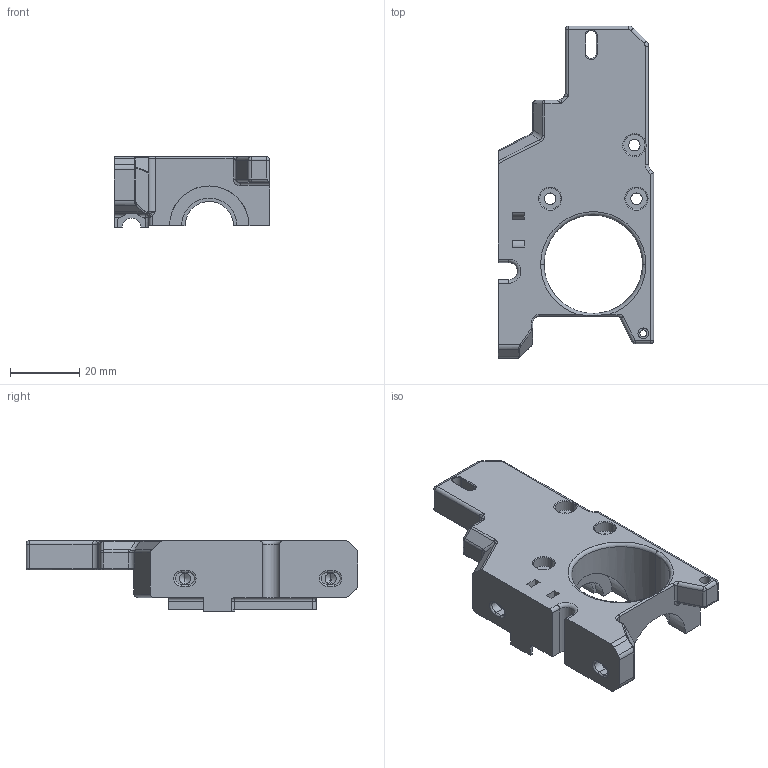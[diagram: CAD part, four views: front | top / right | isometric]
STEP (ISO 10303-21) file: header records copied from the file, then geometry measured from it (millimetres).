
FILE_DESCRIPTION (( 'STEP AP214' ), '1' );
FILE_NAME ('B_1.STEP', '2024-10-12T22:37:36', ( '' ), ( '' ), 'SwSTEP 2.0', 'SolidWorks 2024', '' );
FILE_SCHEMA (( 'AUTOMOTIVE_DESIGN' ));
Length unit declared in the file: millimetre
Products named in the file (1): B_1
Bounding box: 45 x 96.12 x 20.5 mm (x, y, z)
Volume: 33188.8 mm3; surface area: 13068.8 mm2
Topology: 1 solids, 1 shells, 281 faces, 697 edges, 413 vertices
Faces by surface type: cylinder 129, plane 89, torus 27, bspline 19, sphere 11, cone 6
Entity records: 8791 total; most frequent: CARTESIAN_POINT 2205, DIRECTION 1418, ORIENTED_EDGE 1360, EDGE_CURVE 680, AXIS2_PLACEMENT_3D 534, VERTEX_POINT 413, LINE 350, VECTOR 350
